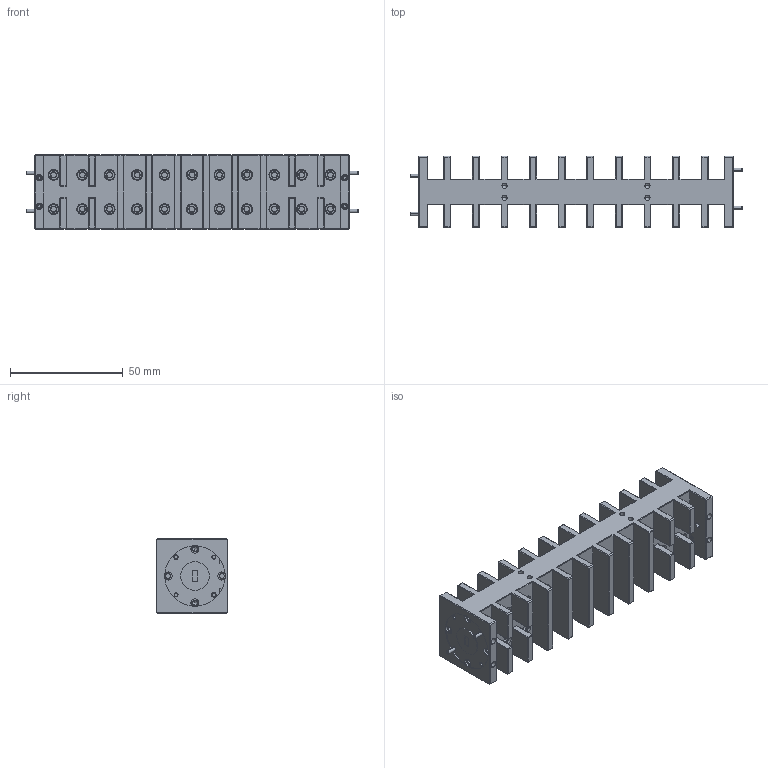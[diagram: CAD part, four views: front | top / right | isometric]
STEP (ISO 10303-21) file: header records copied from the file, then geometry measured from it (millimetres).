
FILE_DESCRIPTION (( 'STEP AP214' ), '1' );
FILE_NAME ('DMTA-19-121-A1, df, STEP.STEP', '2024-11-18T19:14:34', ( '' ), ( '' ), 'SwSTEP 2.0', 'SolidWorks 2021', '' );
FILE_SCHEMA (( 'AUTOMOTIVE_DESIGN' ));
Length unit declared in the file: inch
Products named in the file (1): DMTA-19-121-A1, df, STEP
Bounding box: 147.45 x 31.75 x 33.02 mm (x, y, z)
Volume: 75734.2 mm3; surface area: 34361.9 mm2
Topology: 31 solids, 31 shells, 1448 faces, 3090 edges, 1744 vertices
Faces by surface type: plane 802, cone 374, cylinder 272
Entity records: 57488 total; most frequent: CARTESIAN_POINT 7329, DIRECTION 6628, ORIENTED_EDGE 6068, EDGE_CURVE 3034, AXIS2_PLACEMENT_3D 2327, VECTOR 1974, LINE 1974, VERTEX_POINT 1744
